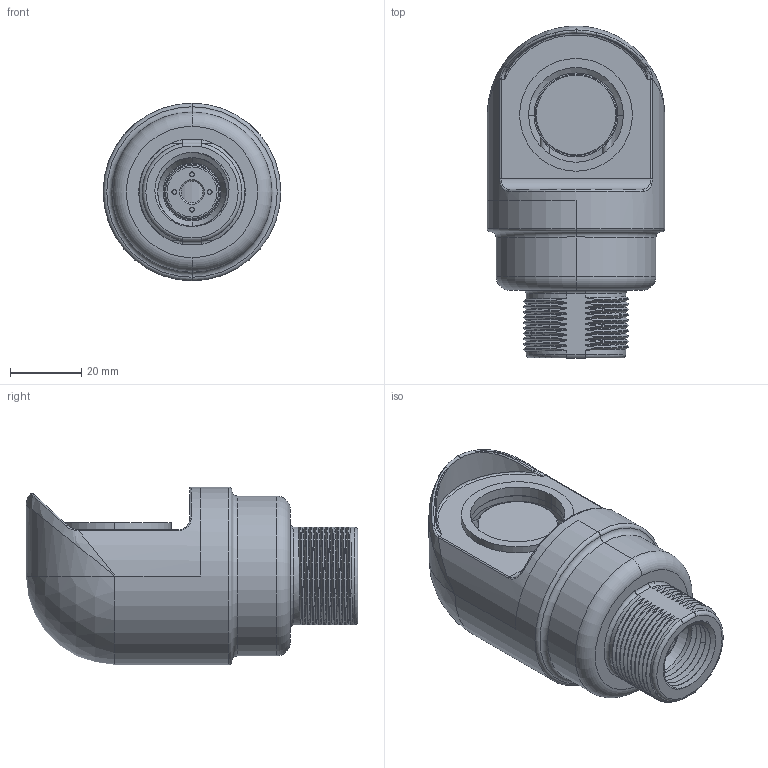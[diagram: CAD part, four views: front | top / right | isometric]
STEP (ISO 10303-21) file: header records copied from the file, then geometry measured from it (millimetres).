
FILE_DESCRIPTION((''),'2;1');
FILE_NAME('155017_SW','2010-11-09T',('banengservice'),('BANNER ENGINEERING'),'PRO/ENGINEER BY PARAMETRIC TECHNOLOGY CORPORATION, 2009141','PRO/ENGINEER BY PARAMETRIC TECHNOLOGY CORPORATION, 2009141','');
FILE_SCHEMA(('CONFIG_CONTROL_DESIGN'));
Length unit declared in the file: inch
Products named in the file (1): 155017_SW
Bounding box: 50 x 93.4 x 50 mm (x, y, z)
Volume: 47350.5 mm3; surface area: 35260.4 mm2
Topology: 3 solids, 3 shells, 443 faces, 1186 edges, 752 vertices
Faces by surface type: cylinder 142, bspline 139, plane 88, torus 46, cone 24, sphere 4
Entity records: 30845 total; most frequent: CARTESIAN_POINT 20931, ORIENTED_EDGE 2368, DIRECTION 1610, EDGE_CURVE 1184, VERTEX_POINT 752, AXIS2_PLACEMENT_3D 634, B_SPLINE_CURVE_WITH_KNOTS 512, EDGE_LOOP 468
